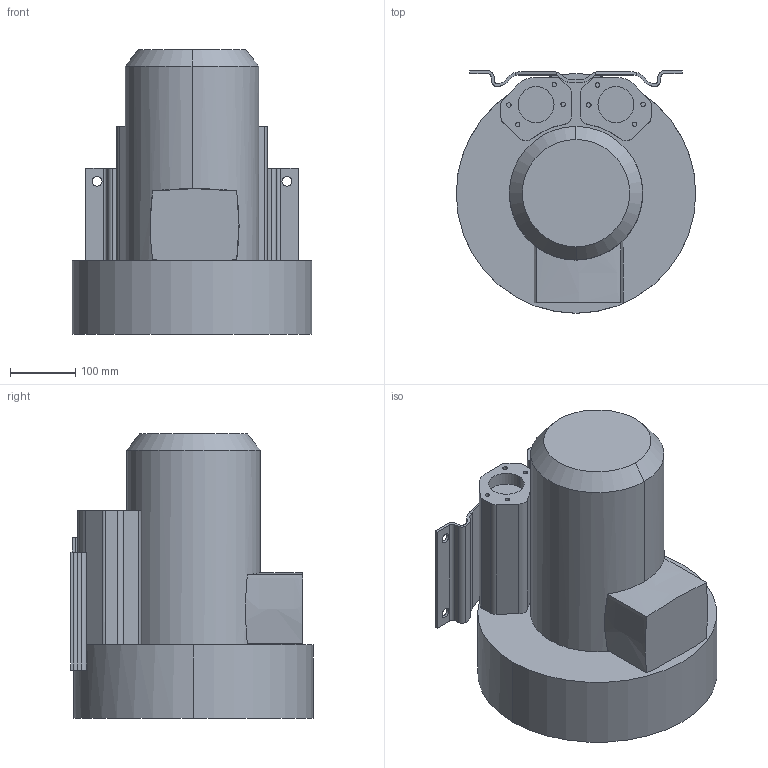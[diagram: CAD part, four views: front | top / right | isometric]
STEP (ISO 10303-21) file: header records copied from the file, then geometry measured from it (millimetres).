
FILE_DESCRIPTION((''),'2;1');
FILE_NAME('2RB610-7AT26','2025-02-05T',('Administrator'),(''),'PRO/ENGINEER BY PARAMETRIC TECHNOLOGY CORPORATION, 2007090','PRO/ENGINEER BY PARAMETRIC TECHNOLOGY CORPORATION, 2007090','');
FILE_SCHEMA(('AUTOMOTIVE_DESIGN_CC2 { 1 2 10303 214 -1 1 5 2 }'));
Length unit declared in the file: millimetre
Products named in the file (1): 2RB610-7AT26
Bounding box: 366 x 370.5 x 434.75 mm (x, y, z)
Volume: 26658419.8 mm3; surface area: 842759.7 mm2
Topology: 1 solids, 1 shells, 154 faces, 454 edges, 316 vertices
Faces by surface type: cylinder 82, plane 65, extrusion 5, cone 2
Entity records: 5549 total; most frequent: CARTESIAN_POINT 1227, DIRECTION 916, ORIENTED_EDGE 908, EDGE_CURVE 454, AXIS2_PLACEMENT_3D 355, VERTEX_POINT 316, VECTOR 206, CIRCLE 206
